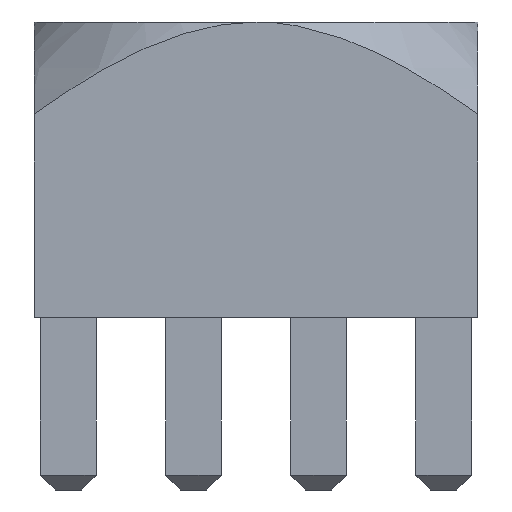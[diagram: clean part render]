
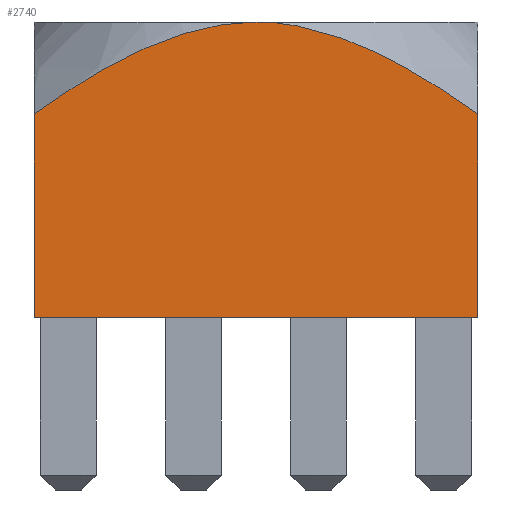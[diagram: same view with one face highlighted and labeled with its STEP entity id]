
A CAD part, front view. The second image highlights one B-rep face of the part: STEP entity #2740.
In plain terms, the highlighted planar face has unit normal (0, -1, 0).
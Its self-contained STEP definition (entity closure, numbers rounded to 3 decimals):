
#22=B_SPLINE_CURVE_WITH_KNOTS('',3,(#3545,#3546,#3547,#3548,#3549,#3550,
#3551,#3552,#3553,#3554,#3555),.UNSPECIFIED.,.F.,.F.,(4,1,1,1,1,1,1,1,4),
(0.,0.25,0.375,0.438,0.5,0.563,0.625,0.75,1.),.UNSPECIFIED.);
#27=B_SPLINE_CURVE_WITH_KNOTS('',3,(#3616,#3617,#3618,#3619,#3620,#3621,
#3622,#3623,#3624,#3625,#3626),.UNSPECIFIED.,.F.,.F.,(4,1,1,1,1,1,1,1,4),
(0.,0.25,0.375,0.438,0.5,0.563,0.625,0.75,1.),.UNSPECIFIED.);
#84=ORIENTED_EDGE('',*,*,#598,.F.);
#85=ORIENTED_EDGE('',*,*,#600,.T.);
#86=ORIENTED_EDGE('',*,*,#590,.T.);
#87=ORIENTED_EDGE('',*,*,#601,.T.);
#88=ORIENTED_EDGE('',*,*,#602,.T.);
#590=EDGE_CURVE('',#847,#848,#22,.T.);
#598=EDGE_CURVE('',#855,#856,#1015,.T.);
#600=EDGE_CURVE('',#855,#847,#27,.T.);
#601=EDGE_CURVE('',#848,#857,#1017,.T.);
#602=EDGE_CURVE('',#857,#856,#1018,.T.);
#847=VERTEX_POINT('',#3532);
#848=VERTEX_POINT('',#3544);
#855=VERTEX_POINT('',#3611);
#856=VERTEX_POINT('',#3613);
#857=VERTEX_POINT('',#3628);
#1015=LINE('',#3612,#1263);
#1017=LINE('',#3627,#1265);
#1018=LINE('',#3629,#1266);
#1263=VECTOR('',#3029,1000.);
#1265=VECTOR('',#3033,1000.);
#1266=VECTOR('',#3034,1000.);
#1501=EDGE_LOOP('',(#84,#85,#86,#87,#88));
#1639=FACE_BOUND('',#1501,.T.);
#1776=PLANE('',#2867);
#2740=ADVANCED_FACE('',(#1639),#1776,.F.);
#2867=AXIS2_PLACEMENT_3D('',#3615,#3031,#3032);
#3029=DIRECTION('',(0.,0.,-1.));
#3031=DIRECTION('',(0.,1.,0.));
#3032=DIRECTION('',(1.,0.,0.));
#3033=DIRECTION('',(0.,0.,-1.));
#3034=DIRECTION('',(1.,0.,0.));
#3532=CARTESIAN_POINT('',(0.,-4.5,6.));
#3544=CARTESIAN_POINT('',(-4.5,-4.5,4.136));
#3545=CARTESIAN_POINT('',(0.,-4.5,6.));
#3546=CARTESIAN_POINT('',(-0.369,-4.5,6.));
#3547=CARTESIAN_POINT('',(-0.941,-4.5,5.927));
#3548=CARTESIAN_POINT('',(-1.657,-4.5,5.707));
#3549=CARTESIAN_POINT('',(-2.063,-4.5,5.551));
#3550=CARTESIAN_POINT('',(-2.413,-4.5,5.396));
#3551=CARTESIAN_POINT('',(-2.614,-4.5,5.297));
#3552=CARTESIAN_POINT('',(-2.949,-4.5,5.124));
#3553=CARTESIAN_POINT('',(-3.538,-4.5,4.788));
#3554=CARTESIAN_POINT('',(-4.103,-4.5,4.417));
#3555=CARTESIAN_POINT('',(-4.5,-4.5,4.136));
#3611=CARTESIAN_POINT('',(4.5,-4.5,4.136));
#3612=CARTESIAN_POINT('',(4.5,-4.5,6.));
#3613=CARTESIAN_POINT('',(4.5,-4.5,0.));
#3615=CARTESIAN_POINT('',(-4.5,-4.5,6.));
#3616=CARTESIAN_POINT('',(4.5,-4.5,4.136));
#3617=CARTESIAN_POINT('',(4.104,-4.5,4.416));
#3618=CARTESIAN_POINT('',(3.541,-4.5,4.786));
#3619=CARTESIAN_POINT('',(2.954,-4.5,5.122));
#3620=CARTESIAN_POINT('',(2.62,-4.5,5.295));
#3621=CARTESIAN_POINT('',(2.421,-4.5,5.393));
#3622=CARTESIAN_POINT('',(2.069,-4.5,5.549));
#3623=CARTESIAN_POINT('',(1.662,-4.5,5.705));
#3624=CARTESIAN_POINT('',(0.943,-4.5,5.927));
#3625=CARTESIAN_POINT('',(0.37,-4.5,6.));
#3626=CARTESIAN_POINT('',(0.,-4.5,6.));
#3627=CARTESIAN_POINT('',(-4.5,-4.5,6.));
#3628=CARTESIAN_POINT('',(-4.5,-4.5,0.));
#3629=CARTESIAN_POINT('',(-4.5,-4.5,0.));
